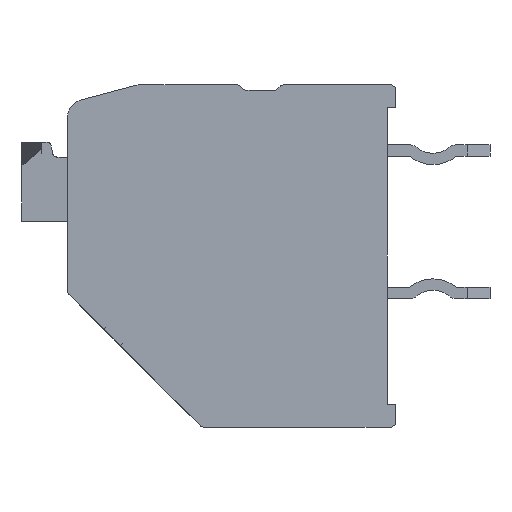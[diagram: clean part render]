
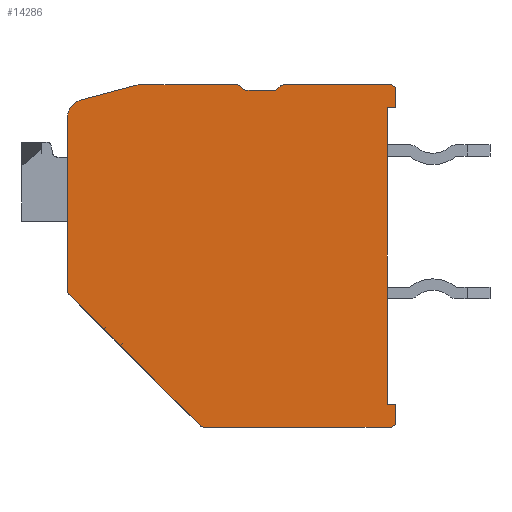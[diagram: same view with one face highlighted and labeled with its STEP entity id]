
A CAD part, left-side view. The second image highlights one B-rep face of the part: STEP entity #14286.
In plain terms, the highlighted planar face has unit normal (-1, 0, 0).
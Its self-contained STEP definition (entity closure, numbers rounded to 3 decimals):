
#4623=CARTESIAN_POINT('',(-38.5,5.15,4.883));
#4624=DIRECTION('',(1.,0.,0.));
#4625=DIRECTION('',(0.,1.,0.));
#4626=AXIS2_PLACEMENT_3D('',#4623,#4624,#4625);
#4628=DIRECTION('',(0.,-0.966,0.259));
#4629=VECTOR('',#4628,1.997);
#4630=CARTESIAN_POINT('',(-38.5,5.305,5.463));
#4631=LINE('',#4630,#4629);
#4632=CARTESIAN_POINT('',(-38.5,3.221,5.4));
#4633=DIRECTION('',(1.,0.,0.));
#4634=DIRECTION('',(0.,0.259,0.966));
#4635=AXIS2_PLACEMENT_3D('',#4632,#4633,#4634);
#4637=DIRECTION('',(0.,-1.,0.));
#4638=VECTOR('',#4637,3.388);
#4639=CARTESIAN_POINT('',(-38.5,3.221,6.));
#4640=LINE('',#4639,#4638);
#4641=CARTESIAN_POINT('',(-38.5,-0.167,5.8));
#4642=DIRECTION('',(1.,0.,0.));
#4643=DIRECTION('',(0.,0.,1.));
#4644=AXIS2_PLACEMENT_3D('',#4641,#4642,#4643);
#4646=DIRECTION('',(0.,-0.707,-0.707));
#4647=VECTOR('',#4646,0.117);
#4648=CARTESIAN_POINT('',(-38.5,-0.309,5.941));
#4649=LINE('',#4648,#4647);
#4650=CARTESIAN_POINT('',(-38.5,-0.533,6.));
#4651=DIRECTION('',(-1.,0.,0.));
#4652=DIRECTION('',(0.,0.707,-0.707));
#4653=AXIS2_PLACEMENT_3D('',#4650,#4651,#4652);
#4655=DIRECTION('',(0.,-1.,0.));
#4656=VECTOR('',#4655,0.934);
#4657=CARTESIAN_POINT('',(-38.5,-0.533,5.8));
#4658=LINE('',#4657,#4656);
#4659=CARTESIAN_POINT('',(-38.5,-1.467,6.));
#4660=DIRECTION('',(-1.,0.,0.));
#4661=DIRECTION('',(0.,0.,-1.));
#4662=AXIS2_PLACEMENT_3D('',#4659,#4660,#4661);
#4664=DIRECTION('',(0.,-0.707,0.707));
#4665=VECTOR('',#4664,0.117);
#4666=CARTESIAN_POINT('',(-38.5,-1.609,5.859));
#4667=LINE('',#4666,#4665);
#4668=CARTESIAN_POINT('',(-38.5,-1.833,5.8));
#4669=DIRECTION('',(1.,0.,0.));
#4670=DIRECTION('',(0.,0.707,0.707));
#4671=AXIS2_PLACEMENT_3D('',#4668,#4669,#4670);
#4673=DIRECTION('',(0.,-1.,0.));
#4674=VECTOR('',#4673,3.717);
#4675=CARTESIAN_POINT('',(-38.5,-1.833,6.));
#4676=LINE('',#4675,#4674);
#4677=CARTESIAN_POINT('',(-38.5,-5.55,5.8));
#4678=DIRECTION('',(1.,0.,0.));
#4679=DIRECTION('',(0.,0.,1.));
#4680=AXIS2_PLACEMENT_3D('',#4677,#4678,#4679);
#4682=DIRECTION('',(0.,0.,-1.));
#4683=VECTOR('',#4682,0.6);
#4684=CARTESIAN_POINT('',(-38.5,-5.75,5.8));
#4685=LINE('',#4684,#4683);
#4686=DIRECTION('',(0.,1.,0.));
#4687=VECTOR('',#4686,0.3);
#4688=CARTESIAN_POINT('',(-38.5,-5.75,5.2));
#4689=LINE('',#4688,#4687);
#4690=DIRECTION('',(0.,0.,-1.));
#4691=VECTOR('',#4690,10.4);
#4692=CARTESIAN_POINT('',(-38.5,-5.45,5.2));
#4693=LINE('',#4692,#4691);
#4694=DIRECTION('',(0.,-1.,0.));
#4695=VECTOR('',#4694,0.3);
#4696=CARTESIAN_POINT('',(-38.5,-5.45,-5.2));
#4697=LINE('',#4696,#4695);
#4698=DIRECTION('',(0.,0.,-1.));
#4699=VECTOR('',#4698,0.6);
#4700=CARTESIAN_POINT('',(-38.5,-5.75,-5.2));
#4701=LINE('',#4700,#4699);
#4702=CARTESIAN_POINT('',(-38.5,-5.55,-5.8));
#4703=DIRECTION('',(1.,0.,0.));
#4704=DIRECTION('',(0.,-1.,0.));
#4705=AXIS2_PLACEMENT_3D('',#4702,#4703,#4704);
#4707=DIRECTION('',(0.,1.,0.));
#4708=VECTOR('',#4707,6.515);
#4709=CARTESIAN_POINT('',(-38.5,-5.55,-6.));
#4710=LINE('',#4709,#4708);
#4711=CARTESIAN_POINT('',(-38.5,0.965,-5.8));
#4712=DIRECTION('',(1.,0.,0.));
#4713=DIRECTION('',(0.,0.,-1.));
#4714=AXIS2_PLACEMENT_3D('',#4711,#4712,#4713);
#4716=DIRECTION('',(0.,0.707,0.707));
#4717=VECTOR('',#4716,6.484);
#4718=CARTESIAN_POINT('',(-38.5,1.107,-5.941));
#4719=LINE('',#4718,#4717);
#4720=CARTESIAN_POINT('',(-38.5,5.55,-1.215));
#4721=DIRECTION('',(1.,0.,0.));
#4722=DIRECTION('',(0.,0.707,-0.707));
#4723=AXIS2_PLACEMENT_3D('',#4720,#4721,#4722);
#4725=DIRECTION('',(0.,0.,1.));
#4726=VECTOR('',#4725,6.098);
#4727=CARTESIAN_POINT('',(-38.5,5.75,-1.215));
#4728=LINE('',#4727,#4726);
#6409=CARTESIAN_POINT('',(-38.5,5.75,4.883));
#6410=CARTESIAN_POINT('',(-38.5,5.305,5.463));
#6411=VERTEX_POINT('',#6409);
#6412=VERTEX_POINT('',#6410);
#6413=CARTESIAN_POINT('',(-38.5,3.376,5.98));
#6414=VERTEX_POINT('',#6413);
#6415=CARTESIAN_POINT('',(-38.5,3.221,6.));
#6416=VERTEX_POINT('',#6415);
#6417=CARTESIAN_POINT('',(-38.5,-0.167,6.));
#6418=VERTEX_POINT('',#6417);
#6419=CARTESIAN_POINT('',(-38.5,-0.309,5.941));
#6420=VERTEX_POINT('',#6419);
#6421=CARTESIAN_POINT('',(-38.5,-0.391,5.859));
#6422=VERTEX_POINT('',#6421);
#6423=CARTESIAN_POINT('',(-38.5,-0.533,5.8));
#6424=VERTEX_POINT('',#6423);
#6425=CARTESIAN_POINT('',(-38.5,-1.467,5.8));
#6426=VERTEX_POINT('',#6425);
#6427=CARTESIAN_POINT('',(-38.5,-1.609,5.859));
#6428=VERTEX_POINT('',#6427);
#6429=CARTESIAN_POINT('',(-38.5,-1.691,5.941));
#6430=VERTEX_POINT('',#6429);
#6431=CARTESIAN_POINT('',(-38.5,-1.833,6.));
#6432=VERTEX_POINT('',#6431);
#6433=CARTESIAN_POINT('',(-38.5,-5.55,6.));
#6434=VERTEX_POINT('',#6433);
#6435=CARTESIAN_POINT('',(-38.5,-5.75,5.8));
#6436=VERTEX_POINT('',#6435);
#6437=CARTESIAN_POINT('',(-38.5,-5.75,5.2));
#6438=VERTEX_POINT('',#6437);
#6439=CARTESIAN_POINT('',(-38.5,-5.45,5.2));
#6440=VERTEX_POINT('',#6439);
#6441=CARTESIAN_POINT('',(-38.5,-5.45,-5.2));
#6442=VERTEX_POINT('',#6441);
#6443=CARTESIAN_POINT('',(-38.5,-5.75,-5.2));
#6444=VERTEX_POINT('',#6443);
#6445=CARTESIAN_POINT('',(-38.5,-5.75,-5.8));
#6446=VERTEX_POINT('',#6445);
#6447=CARTESIAN_POINT('',(-38.5,-5.55,-6.));
#6448=VERTEX_POINT('',#6447);
#6449=CARTESIAN_POINT('',(-38.5,0.965,-6.));
#6450=VERTEX_POINT('',#6449);
#6451=CARTESIAN_POINT('',(-38.5,1.107,-5.941));
#6452=VERTEX_POINT('',#6451);
#6453=CARTESIAN_POINT('',(-38.5,5.691,-1.357));
#6454=VERTEX_POINT('',#6453);
#6455=CARTESIAN_POINT('',(-38.5,5.75,-1.215));
#6456=VERTEX_POINT('',#6455);
#14255=CARTESIAN_POINT('',(-38.5,0.,0.));
#14256=DIRECTION('',(1.,0.,0.));
#14257=DIRECTION('',(0.,0.,-1.));
#14258=AXIS2_PLACEMENT_3D('',#14255,#14256,#14257);
#14259=PLANE('',#14258);
#14260=ORIENTED_EDGE('',*,*,#8191,.T.);
#14261=ORIENTED_EDGE('',*,*,#8206,.T.);
#14262=ORIENTED_EDGE('',*,*,#8220,.T.);
#14263=ORIENTED_EDGE('',*,*,#8234,.T.);
#14264=ORIENTED_EDGE('',*,*,#8248,.T.);
#14265=ORIENTED_EDGE('',*,*,#8262,.T.);
#14266=ORIENTED_EDGE('',*,*,#8276,.T.);
#14267=ORIENTED_EDGE('',*,*,#8290,.T.);
#14268=ORIENTED_EDGE('',*,*,#8304,.T.);
#14269=ORIENTED_EDGE('',*,*,#8318,.T.);
#14270=ORIENTED_EDGE('',*,*,#8332,.T.);
#14271=ORIENTED_EDGE('',*,*,#8346,.T.);
#14272=ORIENTED_EDGE('',*,*,#8360,.T.);
#14273=ORIENTED_EDGE('',*,*,#8374,.T.);
#14274=ORIENTED_EDGE('',*,*,#8388,.T.);
#14275=ORIENTED_EDGE('',*,*,#8402,.T.);
#14276=ORIENTED_EDGE('',*,*,#8526,.T.);
#14277=ORIENTED_EDGE('',*,*,#8540,.T.);
#14278=ORIENTED_EDGE('',*,*,#8554,.T.);
#14279=ORIENTED_EDGE('',*,*,#8568,.T.);
#14280=ORIENTED_EDGE('',*,*,#8582,.T.);
#14281=ORIENTED_EDGE('',*,*,#8605,.T.);
#14282=ORIENTED_EDGE('',*,*,#9021,.T.);
#14283=ORIENTED_EDGE('',*,*,#9145,.T.);
#14284=EDGE_LOOP('',(#14260,#14261,#14262,#14263,#14264,#14265,#14266,#14267,
#14268,#14269,#14270,#14271,#14272,#14273,#14274,#14275,#14276,#14277,#14278,
#14279,#14280,#14281,#14282,#14283));
#14285=FACE_OUTER_BOUND('',#14284,.F.);
#4627=CIRCLE('',#4626,0.6);
#4636=CIRCLE('',#4635,0.6);
#4645=CIRCLE('',#4644,0.2);
#4654=CIRCLE('',#4653,0.2);
#4663=CIRCLE('',#4662,0.2);
#4672=CIRCLE('',#4671,0.2);
#4681=CIRCLE('',#4680,0.2);
#4706=CIRCLE('',#4705,0.2);
#4715=CIRCLE('',#4714,0.2);
#4724=CIRCLE('',#4723,0.2);
#8191=EDGE_CURVE('',#6411,#6412,#4627,.T.);
#8206=EDGE_CURVE('',#6412,#6414,#4631,.T.);
#8220=EDGE_CURVE('',#6414,#6416,#4636,.T.);
#8234=EDGE_CURVE('',#6416,#6418,#4640,.T.);
#8248=EDGE_CURVE('',#6418,#6420,#4645,.T.);
#8262=EDGE_CURVE('',#6420,#6422,#4649,.T.);
#8276=EDGE_CURVE('',#6422,#6424,#4654,.T.);
#8290=EDGE_CURVE('',#6424,#6426,#4658,.T.);
#8304=EDGE_CURVE('',#6426,#6428,#4663,.T.);
#8318=EDGE_CURVE('',#6428,#6430,#4667,.T.);
#8332=EDGE_CURVE('',#6430,#6432,#4672,.T.);
#8346=EDGE_CURVE('',#6432,#6434,#4676,.T.);
#8360=EDGE_CURVE('',#6434,#6436,#4681,.T.);
#8374=EDGE_CURVE('',#6436,#6438,#4685,.T.);
#8388=EDGE_CURVE('',#6438,#6440,#4689,.T.);
#8402=EDGE_CURVE('',#6440,#6442,#4693,.T.);
#8526=EDGE_CURVE('',#6442,#6444,#4697,.T.);
#8540=EDGE_CURVE('',#6444,#6446,#4701,.T.);
#8554=EDGE_CURVE('',#6446,#6448,#4706,.T.);
#8568=EDGE_CURVE('',#6448,#6450,#4710,.T.);
#8582=EDGE_CURVE('',#6450,#6452,#4715,.T.);
#8605=EDGE_CURVE('',#6452,#6454,#4719,.T.);
#9021=EDGE_CURVE('',#6454,#6456,#4724,.T.);
#9145=EDGE_CURVE('',#6456,#6411,#4728,.T.);
#14286=ADVANCED_FACE('',(#14285),#14259,.F.);
